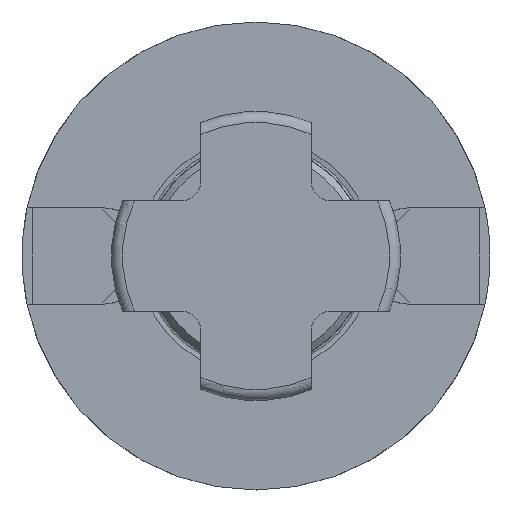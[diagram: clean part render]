
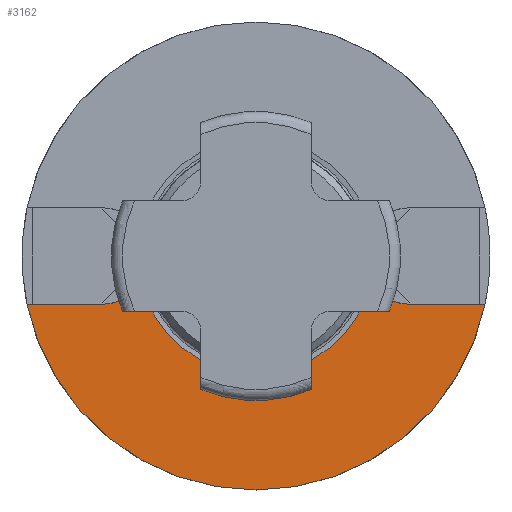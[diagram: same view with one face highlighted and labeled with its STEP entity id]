
A CAD part, left-side view. The second image highlights one B-rep face of the part: STEP entity #3162.
In plain terms, the highlighted planar face has unit normal (-1, 0, 0).
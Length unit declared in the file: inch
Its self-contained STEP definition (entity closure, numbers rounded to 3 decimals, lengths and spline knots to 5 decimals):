
#306=FACE_OUTER_BOUND('',#473,.T.);
#473=EDGE_LOOP('',(#2327,#2328,#2329,#2330,#2331,#2332));
#688=LINE('',#5102,#872);
#695=LINE('',#5197,#879);
#872=VECTOR('',#3985,0.3937);
#879=VECTOR('',#4034,0.3937);
#1008=CIRCLE('',#3407,0.23622);
#1016=CIRCLE('',#3418,1.33858);
#1018=CIRCLE('',#3421,0.67323);
#1020=CIRCLE('',#3425,0.23622);
#1255=VERTEX_POINT('',#5098);
#1256=VERTEX_POINT('',#5100);
#1259=VERTEX_POINT('',#5121);
#1269=VERTEX_POINT('',#5170);
#1271=VERTEX_POINT('',#5177);
#1273=VERTEX_POINT('',#5195);
#1636=EDGE_CURVE('',#1255,#1256,#688,.T.);
#1641=EDGE_CURVE('',#1256,#1259,#1008,.T.);
#1655=EDGE_CURVE('',#1255,#1269,#1016,.T.);
#1660=EDGE_CURVE('',#1259,#1271,#1018,.T.);
#1663=EDGE_CURVE('',#1271,#1273,#1020,.T.);
#1664=EDGE_CURVE('',#1273,#1269,#695,.T.);
#2327=ORIENTED_EDGE('',*,*,#1636,.T.);
#2328=ORIENTED_EDGE('',*,*,#1641,.T.);
#2329=ORIENTED_EDGE('',*,*,#1660,.T.);
#2330=ORIENTED_EDGE('',*,*,#1663,.T.);
#2331=ORIENTED_EDGE('',*,*,#1664,.T.);
#2332=ORIENTED_EDGE('',*,*,#1655,.F.);
#2886=PLANE('',#3424);
#3162=ADVANCED_FACE('',(#306),#2886,.T.);
#3407=AXIS2_PLACEMENT_3D('',#5128,#3991,#3992);
#3418=AXIS2_PLACEMENT_3D('',#5171,#4016,#4017);
#3421=AXIS2_PLACEMENT_3D('',#5184,#4024,#4025);
#3424=AXIS2_PLACEMENT_3D('',#5194,#4030,#4031);
#3425=AXIS2_PLACEMENT_3D('',#5196,#4032,#4033);
#3985=DIRECTION('',(0.,1.,0.));
#3991=DIRECTION('center_axis',(1.,0.,0.));
#3992=DIRECTION('ref_axis',(0.,1.,0.));
#4016=DIRECTION('center_axis',(1.,0.,0.));
#4017=DIRECTION('ref_axis',(0.,1.,0.));
#4024=DIRECTION('center_axis',(1.,0.,0.));
#4025=DIRECTION('ref_axis',(0.,1.,0.));
#4030=DIRECTION('center_axis',(-1.,0.,0.));
#4031=DIRECTION('ref_axis',(0.,0.,
1.));
#4032=DIRECTION('center_axis',(1.,0.,0.));
#4033=DIRECTION('ref_axis',(0.,0.,-1.));
#4034=DIRECTION('',(0.,1.,0.));
#5098=CARTESIAN_POINT('',(1.63321,-1.01067,-0.52161));
#5100=CARTESIAN_POINT('',(1.63321,-0.57478,-0.52161));
#5102=CARTESIAN_POINT('',(1.63321,0.35435,-0.52161));
#5121=CARTESIAN_POINT('',(1.63321,-0.35984,-0.38336));
#5128=CARTESIAN_POINT('Origin',(1.63321,-0.57478,-0.28539));
#5170=CARTESIAN_POINT('',(1.63321,1.60914,-0.52161));
#5171=CARTESIAN_POINT('Origin',(1.63321,0.29923,-0.24602));
#5177=CARTESIAN_POINT('',(1.63321,0.9583,-0.38336));
#5184=CARTESIAN_POINT('Origin',(1.63321,0.29923,-0.24602));
#5194=CARTESIAN_POINT('Origin',(1.63321,1.28349,-0.24602));
#5195=CARTESIAN_POINT('',(1.63321,1.17325,-0.52161));
#5196=CARTESIAN_POINT('Origin',(1.63321,1.17325,-0.28539));
#5197=CARTESIAN_POINT('',(1.63321,1.53939,-0.52161));
